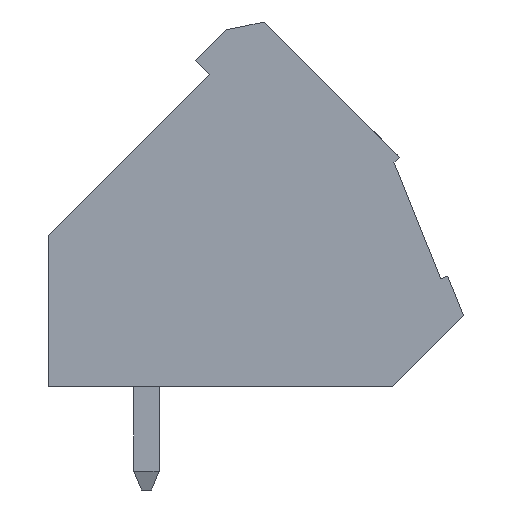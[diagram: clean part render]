
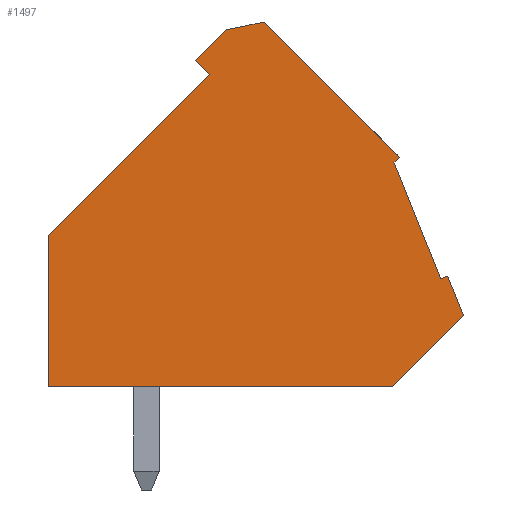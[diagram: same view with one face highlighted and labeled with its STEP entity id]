
A CAD part, left-side view. The second image highlights one B-rep face of the part: STEP entity #1497.
In plain terms, the highlighted planar face has unit normal (-1, 0, 0).
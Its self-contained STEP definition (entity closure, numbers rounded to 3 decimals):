
#1497 = ADVANCED_FACE( '', ( #3001 ), #3002, .F. );
#3001 = FACE_OUTER_BOUND( '', #4527, .T. );
#3002 = PLANE( '', #4528 );
#4527 = EDGE_LOOP( '', ( #8845, #8846, #8847, #8848, #8849, #8850, #8851, #8852, #8853, #8854, #8855, #8856 ) );
#4528 = AXIS2_PLACEMENT_3D( '', #8857, #8858, #8859 );
#8845 = ORIENTED_EDGE( '', *, *, #11071, .F. );
#8846 = ORIENTED_EDGE( '', *, *, #11121, .F. );
#8847 = ORIENTED_EDGE( '', *, *, #10437, .F. );
#8848 = ORIENTED_EDGE( '', *, *, #10600, .F. );
#8849 = ORIENTED_EDGE( '', *, *, #10207, .F. );
#8850 = ORIENTED_EDGE( '', *, *, #9953, .F. );
#8851 = ORIENTED_EDGE( '', *, *, #10243, .F. );
#8852 = ORIENTED_EDGE( '', *, *, #9569, .F. );
#8853 = ORIENTED_EDGE( '', *, *, #10530, .F. );
#8854 = ORIENTED_EDGE( '', *, *, #10603, .F. );
#8855 = ORIENTED_EDGE( '', *, *, #10480, .F. );
#8856 = ORIENTED_EDGE( '', *, *, #11317, .F. );
#8857 = CARTESIAN_POINT( '', ( -28.64, 0., 0. ) );
#8858 = DIRECTION( '', ( 1., 0., 0. ) );
#8859 = DIRECTION( '', ( 0., 0., -1. ) );
#9569 = EDGE_CURVE( '', #11509, #11510, #11511, .T. );
#9953 = EDGE_CURVE( '', #12187, #12188, #12189, .T. );
#10207 = EDGE_CURVE( '', #12188, #12610, #12611, .T. );
#10243 = EDGE_CURVE( '', #11510, #12187, #12668, .T. );
#10437 = EDGE_CURVE( '', #12974, #12975, #12976, .T. );
#10480 = EDGE_CURVE( '', #13047, #13049, #13050, .T. );
#10530 = EDGE_CURVE( '', #13121, #11509, #13122, .T. );
#10600 = EDGE_CURVE( '', #12610, #12974, #13225, .T. );
#10603 = EDGE_CURVE( '', #13049, #13121, #13228, .T. );
#11071 = EDGE_CURVE( '', #13839, #13841, #13842, .T. );
#11121 = EDGE_CURVE( '', #12975, #13839, #13906, .T. );
#11317 = EDGE_CURVE( '', #13841, #13047, #14132, .T. );
#11509 = VERTEX_POINT( '', #14354 );
#11510 = VERTEX_POINT( '', #14355 );
#11511 = LINE( '', #14356, #14357 );
#12187 = VERTEX_POINT( '', #15385 );
#12188 = VERTEX_POINT( '', #15386 );
#12189 = LINE( '', #15387, #15388 );
#12610 = VERTEX_POINT( '', #16009 );
#12611 = LINE( '', #16010, #16011 );
#12668 = LINE( '', #16096, #16097 );
#12974 = VERTEX_POINT( '', #16556 );
#12975 = VERTEX_POINT( '', #16557 );
#12976 = LINE( '', #16558, #16559 );
#13047 = VERTEX_POINT( '', #16671 );
#13049 = VERTEX_POINT( '', #16674 );
#13050 = LINE( '', #16675, #16676 );
#13121 = VERTEX_POINT( '', #16781 );
#13122 = LINE( '', #16782, #16783 );
#13225 = LINE( '', #16935, #16936 );
#13228 = LINE( '', #16940, #16941 );
#13839 = VERTEX_POINT( '', #17881 );
#13841 = VERTEX_POINT( '', #17884 );
#13842 = LINE( '', #17885, #17886 );
#13906 = LINE( '', #17981, #17982 );
#14132 = LINE( '', #18305, #18306 );
#14354 = CARTESIAN_POINT( '', ( -28.64, 0.987, 9.98 ) );
#14355 = CARTESIAN_POINT( '', ( -28.64, -0.215, 11.182 ) );
#14356 = CARTESIAN_POINT( '', ( -28.64, 0.987, 9.98 ) );
#14357 = VECTOR( '', #18495, 1000. );
#15385 = CARTESIAN_POINT( '', ( -28.64, -1.735, 11.5 ) );
#15386 = CARTESIAN_POINT( '', ( -28.64, -7.109, 6.126 ) );
#15387 = CARTESIAN_POINT( '', ( -28.64, -1.735, 11.5 ) );
#15388 = VECTOR( '', #18842, 1000. );
#16009 = CARTESIAN_POINT( '', ( -28.64, -6.897, 5.914 ) );
#16010 = CARTESIAN_POINT( '', ( -28.64, -7.109, 6.126 ) );
#16011 = VECTOR( '', #19106, 1000. );
#16096 = CARTESIAN_POINT( '', ( -28.64, -0.215, 11.182 ) );
#16097 = VECTOR( '', #19138, 1000. );
#16556 = CARTESIAN_POINT( '', ( -28.64, -8.752, 1.294 ) );
#16557 = CARTESIAN_POINT( '', ( -28.64, -9.031, 1.406 ) );
#16558 = CARTESIAN_POINT( '', ( -28.64, -8.752, 1.294 ) );
#16559 = VECTOR( '', #19313, 1000. );
#16671 = CARTESIAN_POINT( '', ( -28.64, 6.836, -3. ) );
#16674 = CARTESIAN_POINT( '', ( -28.64, 6.836, 3. ) );
#16675 = CARTESIAN_POINT( '', ( -28.64, 6.836, -3. ) );
#16676 = VECTOR( '', #19353, 1000. );
#16781 = CARTESIAN_POINT( '', ( -28.64, 0.422, 9.414 ) );
#16782 = CARTESIAN_POINT( '', ( -28.64, 0.422, 9.414 ) );
#16783 = VECTOR( '', #19394, 1000. );
#16935 = CARTESIAN_POINT( '', ( -28.64, -6.897, 5.914 ) );
#16936 = VECTOR( '', #19459, 1000. );
#16940 = CARTESIAN_POINT( '', ( -28.64, 6.836, 3. ) );
#16941 = VECTOR( '', #19461, 1000. );
#17881 = CARTESIAN_POINT( '', ( -28.64, -9.664, -0.172 ) );
#17884 = CARTESIAN_POINT( '', ( -28.64, -6.836, -3. ) );
#17885 = CARTESIAN_POINT( '', ( -28.64, -9.664, -0.172 ) );
#17886 = VECTOR( '', #19867, 1000. );
#17981 = CARTESIAN_POINT( '', ( -28.64, -9.031, 1.406 ) );
#17982 = VECTOR( '', #19914, 1000. );
#18305 = CARTESIAN_POINT( '', ( -28.64, -6.836, -3. ) );
#18306 = VECTOR( '', #20066, 1000. );
#18495 = DIRECTION( '', ( 0., -0.707, 0.707 ) );
#18842 = DIRECTION( '', ( 0., -0.707, -0.707 ) );
#19106 = DIRECTION( '', ( 0., 0.707, -0.707 ) );
#19138 = DIRECTION( '', ( 0., -0.979, 0.205 ) );
#19313 = DIRECTION( '', ( 0., -0.928, 0.373 ) );
#19353 = DIRECTION( '', ( 0., 0., 1. ) );
#19394 = DIRECTION( '', ( 0., 0.707, 0.707 ) );
#19459 = DIRECTION( '', ( 0., -0.373, -0.928 ) );
#19461 = DIRECTION( '', ( 0., -0.707, 0.707 ) );
#19867 = DIRECTION( '', ( 0., 0.707, -0.707 ) );
#19914 = DIRECTION( '', ( 0., -0.373, -0.928 ) );
#20066 = DIRECTION( '', ( 0., 1., 0. ) );
